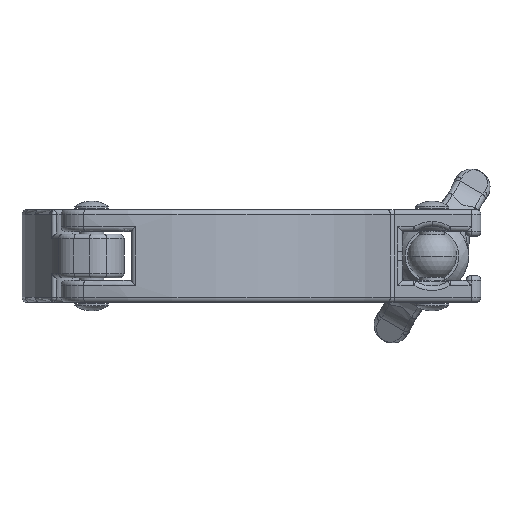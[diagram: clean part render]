
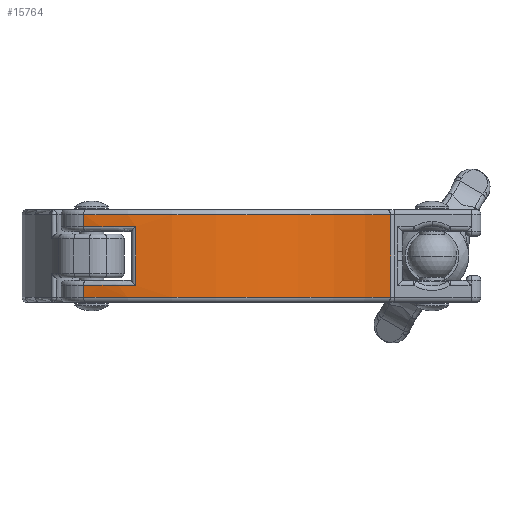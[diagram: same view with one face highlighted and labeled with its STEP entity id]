
A CAD part, front view. The second image highlights one B-rep face of the part: STEP entity #15764.
In plain terms, the highlighted cylindrical face has radius 56.5 mm (diameter 113 mm), a partial arc.
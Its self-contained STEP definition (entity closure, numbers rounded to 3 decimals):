
#820 = CARTESIAN_POINT ( 'NONE',  ( 38.497, -13.487, 9.5 ) ) ;
#1136 = CARTESIAN_POINT ( 'NONE',  ( -24.336, -39.151, 9.5 ) ) ;
#1158 = DIRECTION ( 'NONE',  ( 1., 0., 0. ) ) ;
#1170 = VECTOR ( 'NONE', #4979, 1000. ) ;
#1215 = LINE ( 'NONE', #1136, #5175 ) ;
#1490 = ORIENTED_EDGE ( 'NONE', *, *, #4842, .T. ) ;
#1652 = CYLINDRICAL_SURFACE ( 'NONE', #3275, 56.5 ) ;
#1717 = AXIS2_PLACEMENT_3D ( 'NONE', #9378, #11864, #5373 ) ;
#1828 = CIRCLE ( 'NONE', #14605, 56.5 ) ;
#2005 = CARTESIAN_POINT ( 'NONE',  ( -13.682, -40.88, 6. ) ) ;
#2033 = EDGE_CURVE ( 'NONE', #5802, #10247, #16479, .T. ) ;
#2087 = AXIS2_PLACEMENT_3D ( 'NONE', #12567, #7534, #1158 ) ;
#2362 = ORIENTED_EDGE ( 'NONE', *, *, #2033, .T. ) ;
#2429 = LINE ( 'NONE', #820, #1170 ) ;
#2433 = ORIENTED_EDGE ( 'NONE', *, *, #3625, .T. ) ;
#2651 = DIRECTION ( 'NONE',  ( -1., 0., 0. ) ) ;
#2883 = VERTEX_POINT ( 'NONE', #15129 ) ;
#2913 = CARTESIAN_POINT ( 'NONE',  ( -24.336, -39.151, 9.5 ) ) ;
#2971 = CARTESIAN_POINT ( 'NONE',  ( 38.497, -13.487, 8.5 ) ) ;
#3238 = DIRECTION ( 'NONE',  ( 0., 0., 1. ) ) ;
#3275 = AXIS2_PLACEMENT_3D ( 'NONE', #8028, #5556, #14353 ) ;
#3442 = VERTEX_POINT ( 'NONE', #9483 ) ;
#3625 = EDGE_CURVE ( 'NONE', #4518, #9902, #16375, .T. ) ;
#3860 = DIRECTION ( 'NONE',  ( 0., 0., -1. ) ) ;
#4004 = CIRCLE ( 'NONE', #7799, 56.5 ) ;
#4518 = VERTEX_POINT ( 'NONE', #2971 ) ;
#4842 = EDGE_CURVE ( 'NONE', #2883, #12657, #10486, .T. ) ;
#4979 = DIRECTION ( 'NONE',  ( 0., 0., -1. ) ) ;
#4993 = CARTESIAN_POINT ( 'NONE',  ( -24.336, -39.151, -8.5 ) ) ;
#5162 = CARTESIAN_POINT ( 'NONE',  ( -13.682, -40.88, 9.5 ) ) ;
#5175 = VECTOR ( 'NONE', #3860, 1000. ) ;
#5285 = VECTOR ( 'NONE', #7384, 1000. ) ;
#5373 = DIRECTION ( 'NONE',  ( 1., 0., 0. ) ) ;
#5556 = DIRECTION ( 'NONE',  ( 0., 0., -1. ) ) ;
#5802 = VERTEX_POINT ( 'NONE', #2005 ) ;
#5951 = EDGE_CURVE ( 'NONE', #4518, #3442, #2429, .T. ) ;
#6364 = CARTESIAN_POINT ( 'NONE',  ( -24.336, -39.151, 6. ) ) ;
#6686 = ORIENTED_EDGE ( 'NONE', *, *, #9122, .T. ) ;
#6913 = EDGE_CURVE ( 'NONE', #12657, #3442, #9179, .T. ) ;
#6936 = ORIENTED_EDGE ( 'NONE', *, *, #6913, .T. ) ;
#7026 = CARTESIAN_POINT ( 'NONE',  ( -24.336, -39.151, 8.5 ) ) ;
#7384 = DIRECTION ( 'NONE',  ( 0., 0., -1. ) ) ;
#7534 = DIRECTION ( 'NONE',  ( 0., 0., 1. ) ) ;
#7799 = AXIS2_PLACEMENT_3D ( 'NONE', #9946, #3238, #13958 ) ;
#7802 = ORIENTED_EDGE ( 'NONE', *, *, #15980, .T. ) ;
#7844 = EDGE_LOOP ( 'NONE', ( #2362, #11867, #1490, #6936, #9544, #2433, #7802, #6686 ) ) ;
#7925 = CARTESIAN_POINT ( 'NONE',  ( -10., 15.5, -6. ) ) ;
#8028 = CARTESIAN_POINT ( 'NONE',  ( -10., 15.5, 9.5 ) ) ;
#8098 = DIRECTION ( 'NONE',  ( 0., 0., -1. ) ) ;
#8289 = VECTOR ( 'NONE', #8098, 1000. ) ;
#9122 = EDGE_CURVE ( 'NONE', #10229, #5802, #4004, .T. ) ;
#9179 = CIRCLE ( 'NONE', #2087, 56.5 ) ;
#9378 = CARTESIAN_POINT ( 'NONE',  ( -10., 15.5, 8.5 ) ) ;
#9483 = CARTESIAN_POINT ( 'NONE',  ( 38.497, -13.487, -8.5 ) ) ;
#9544 = ORIENTED_EDGE ( 'NONE', *, *, #5951, .F. ) ;
#9902 = VERTEX_POINT ( 'NONE', #7026 ) ;
#9946 = CARTESIAN_POINT ( 'NONE',  ( -10., 15.5, 6. ) ) ;
#10229 = VERTEX_POINT ( 'NONE', #6364 ) ;
#10247 = VERTEX_POINT ( 'NONE', #16829 ) ;
#10486 = LINE ( 'NONE', #2913, #8289 ) ;
#10670 = FACE_OUTER_BOUND ( 'NONE', #7844, .T. ) ;
#11864 = DIRECTION ( 'NONE',  ( 0., 0., -1. ) ) ;
#11867 = ORIENTED_EDGE ( 'NONE', *, *, #12488, .T. ) ;
#12488 = EDGE_CURVE ( 'NONE', #10247, #2883, #1828, .T. ) ;
#12567 = CARTESIAN_POINT ( 'NONE',  ( -10., 15.5, -8.5 ) ) ;
#12657 = VERTEX_POINT ( 'NONE', #4993 ) ;
#13127 = DIRECTION ( 'NONE',  ( 0., 0., -1. ) ) ;
#13958 = DIRECTION ( 'NONE',  ( -1., 0., 0. ) ) ;
#14353 = DIRECTION ( 'NONE',  ( -1., 0., 0. ) ) ;
#14605 = AXIS2_PLACEMENT_3D ( 'NONE', #7925, #13127, #2651 ) ;
#15129 = CARTESIAN_POINT ( 'NONE',  ( -24.336, -39.151, -6. ) ) ;
#15764 = ADVANCED_FACE ( 'NONE', ( #10670 ), #1652, .T. ) ;
#15980 = EDGE_CURVE ( 'NONE', #9902, #10229, #1215, .T. ) ;
#16375 = CIRCLE ( 'NONE', #1717, 56.5 ) ;
#16479 = LINE ( 'NONE', #5162, #5285 ) ;
#16829 = CARTESIAN_POINT ( 'NONE',  ( -13.682, -40.88, -6. ) ) ;
